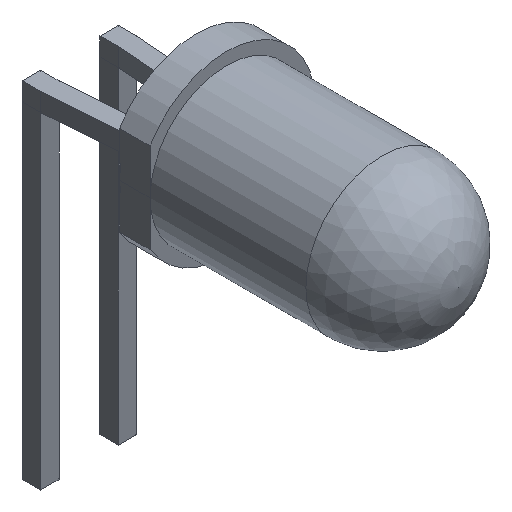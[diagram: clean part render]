
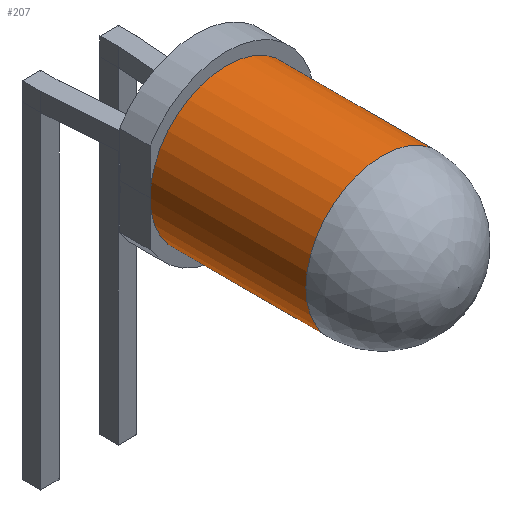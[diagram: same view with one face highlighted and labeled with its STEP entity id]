
A CAD part, isometric view. The second image highlights one B-rep face of the part: STEP entity #207.
In plain terms, the highlighted cylindrical face has radius 2.5 mm (diameter 5 mm), a full revolution.
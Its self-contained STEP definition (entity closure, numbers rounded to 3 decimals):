
#28=CARTESIAN_POINT('',(1.27,-3.81,9.));
#29=DIRECTION('',(0.,-1.,0.));
#30=DIRECTION('',(1.,0.,0.));
#43=AXIS2_PLACEMENT_3D('',#44,#29,#30);
#44=CARTESIAN_POINT('',(1.27,-4.81,9.));
#74=CARTESIAN_POINT('',(1.27,-3.81,11.5));
#91=VERTEX_POINT('',#92);
#92=CARTESIAN_POINT('',(-1.23,-4.81,9.));
#117=EDGE_CURVE('',#118,#91,#120,.T.);
#118=VERTEX_POINT('',#119);
#119=CARTESIAN_POINT('',(1.27,-4.81,11.5));
#120=CIRCLE('',#43,2.5);
#122=EDGE_CURVE('',#91,#123,#120,.T.);
#123=VERTEX_POINT('',#124);
#124=CARTESIAN_POINT('',(3.77,-4.81,9.));
#126=EDGE_CURVE('',#123,#118,#120,.T.);
#205=DIRECTION('',(0.,1.,0.));
#206=DIRECTION('',(0.,0.,1.));
#207=ADVANCED_FACE('',(#208),#227,.T.);
#208=FACE_BOUND('',#209,.F.);
#209=EDGE_LOOP('',(#210,#211,#212,#213,#220,#226));
#210=ORIENTED_EDGE('',*,*,#126,.F.);
#211=ORIENTED_EDGE('',*,*,#122,.F.);
#212=ORIENTED_EDGE('',*,*,#117,.F.);
#213=ORIENTED_EDGE('',*,*,#214,.T.);
#214=EDGE_CURVE('',#118,#215,#217,.T.);
#215=VERTEX_POINT('',#216);
#216=CARTESIAN_POINT('',(1.27,-9.91,11.5));
#217=LINE('',#74,#218);
#218=VECTOR('',#219,1.);
#219=DIRECTION('',(0.,-1.,0.));
#220=ORIENTED_EDGE('',*,*,#221,.F.);
#221=EDGE_CURVE('',#215,#215,#222,.T.);
#222=CIRCLE('',#223,2.5);
#223=AXIS2_PLACEMENT_3D('',#224,#205,#225);
#224=CARTESIAN_POINT('',(1.27,-9.91,9.));
#225=DIRECTION('',(0.,0.,1.));
#226=ORIENTED_EDGE('',*,*,#214,.F.);
#227=CYLINDRICAL_SURFACE('',#228,2.5);
#228=AXIS2_PLACEMENT_3D('',#28,#229,#206);
#229=DIRECTION('',(0.,-1.,0.));
